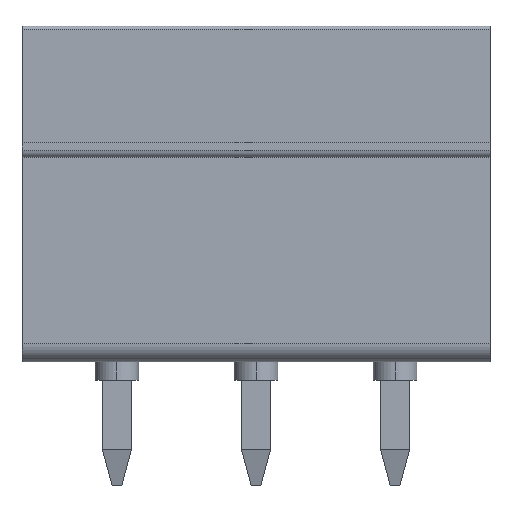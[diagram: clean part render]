
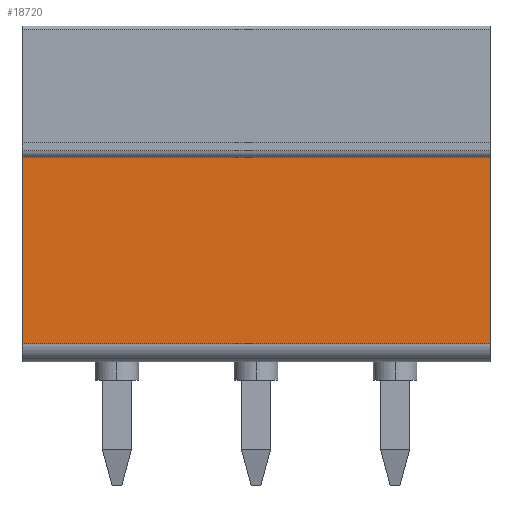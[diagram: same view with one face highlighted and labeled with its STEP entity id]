
A CAD part, front view. The second image highlights one B-rep face of the part: STEP entity #18720.
In plain terms, the highlighted face is planar.
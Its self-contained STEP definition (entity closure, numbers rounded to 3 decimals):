
#12060=CARTESIAN_POINT('',(5.6,7.,6.41));
#12070=VERTEX_POINT('',#12060);
#12120=CARTESIAN_POINT('',(5.6,7.,0.));
#12130=DIRECTION('',(0.,0.,-1.));
#12140=VECTOR('',#12130,1.);
#12150=LINE('',#12120,#12140);
#12160=CARTESIAN_POINT('',(5.6,7.,-6.41));
#12170=VERTEX_POINT('',#12160);
#12180=EDGE_CURVE('',#12070,#12170,#12150,.T.);
#16050=CARTESIAN_POINT('',(0.,7.,-6.41));
#16060=DIRECTION('',(1.,0.,0.));
#16070=VECTOR('',#16060,1.);
#16080=LINE('',#16050,#16070);
#16090=CARTESIAN_POINT('',(0.5,7.,-6.41));
#16100=VERTEX_POINT('',#16090);
#16110=EDGE_CURVE('',#16100,#12170,#16080,.T.);
#18490=CARTESIAN_POINT('',(5.6,7.,0.));
#18500=DIRECTION('',(-0.,1.,0.));
#18510=DIRECTION('',(1.,0.,0.));
#18520=AXIS2_PLACEMENT_3D('',#18490,#18500,#18510);
#18530=PLANE('',#18520);
#18540=CARTESIAN_POINT('',(0.,7.,6.41));
#18550=DIRECTION('',(1.,0.,0.));
#18560=VECTOR('',#18550,1.);
#18570=LINE('',#18540,#18560);
#18580=CARTESIAN_POINT('',(0.5,7.,6.41));
#18590=VERTEX_POINT('',#18580);
#18600=EDGE_CURVE('',#18590,#12070,#18570,.T.);
#18610=ORIENTED_EDGE('',*,*,#18600,.T.);
#18620=CARTESIAN_POINT('',(0.5,7.,0.));
#18630=DIRECTION('',(0.,0.,-1.));
#18640=VECTOR('',#18630,1.);
#18650=LINE('',#18620,#18640);
#18660=EDGE_CURVE('',#18590,#16100,#18650,.T.);
#18670=ORIENTED_EDGE('',*,*,#18660,.F.);
#18680=ORIENTED_EDGE('',*,*,#16110,.F.);
#18690=ORIENTED_EDGE('',*,*,#12180,.T.);
#18700=EDGE_LOOP('',(#18690,#18680,#18670,#18610));
#18710=FACE_OUTER_BOUND('',#18700,.T.);
#18720=ADVANCED_FACE('',(#18710),#18530,.T.);
